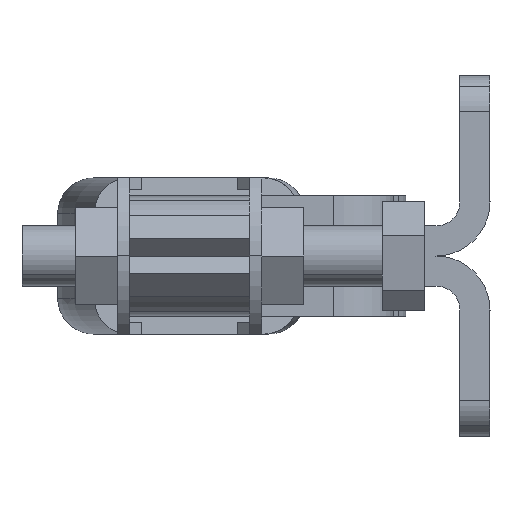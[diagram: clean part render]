
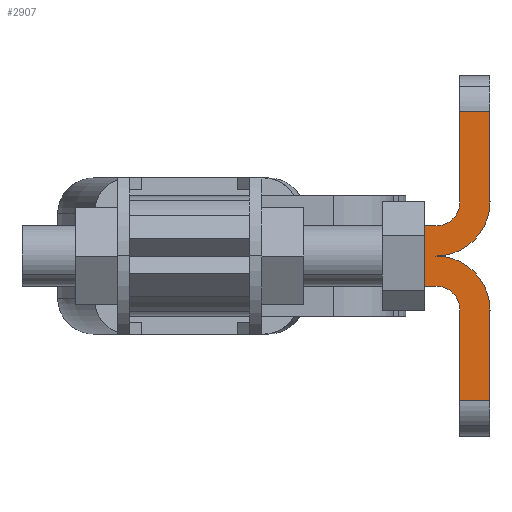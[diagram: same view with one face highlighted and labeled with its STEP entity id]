
A CAD part, left-side view. The second image highlights one B-rep face of the part: STEP entity #2907.
In plain terms, the highlighted planar face has unit normal (-1, 0, 0).
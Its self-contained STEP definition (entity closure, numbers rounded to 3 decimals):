
#182=CARTESIAN_POINT('',(353.589,100.08,-2.5));
#183=VERTEX_POINT('',#182);
#191=CARTESIAN_POINT('',(353.589,100.08,2.5));
#192=VERTEX_POINT('',#191);
#193=CARTESIAN_POINT('',(353.589,100.08,2.5));
#194=DIRECTION('',(0.0,0.0,-1.0));
#195=VECTOR('',#194,5.0);
#196=LINE('',#193,#195);
#197=EDGE_CURVE('',#192,#183,#196,.T.);
#340=CARTESIAN_POINT('',(353.589,90.166,3.086));
#341=VERTEX_POINT('',#340);
#350=CARTESIAN_POINT('',(353.589,89.58,4.5));
#351=VERTEX_POINT('',#350);
#352=CARTESIAN_POINT('',(353.589,91.58,4.5));
#353=DIRECTION('',(-1.,0.0,0.0));
#354=DIRECTION('',(0.0,-0.707,-0.707));
#355=AXIS2_PLACEMENT_3D('',#352,#353,#354);
#356=CIRCLE('',#355,2.);
#357=EDGE_CURVE('',#341,#351,#356,.T.);
#382=CARTESIAN_POINT('',(353.589,88.398,1.318));
#383=VERTEX_POINT('',#382);
#392=CARTESIAN_POINT('',(353.589,91.58,0.0));
#393=VERTEX_POINT('',#392);
#394=CARTESIAN_POINT('',(353.589,91.58,4.5));
#395=DIRECTION('',(1.,0.0,0.0));
#396=DIRECTION('',(0.0,-0.707,-0.707));
#397=AXIS2_PLACEMENT_3D('',#394,#395,#396);
#398=CIRCLE('',#397,4.5);
#399=EDGE_CURVE('',#383,#393,#398,.T.);
#739=CARTESIAN_POINT('',(353.589,90.166,-3.086));
#740=VERTEX_POINT('',#739);
#749=CARTESIAN_POINT('',(353.589,91.58,-2.5));
#750=VERTEX_POINT('',#749);
#751=CARTESIAN_POINT('',(353.589,91.58,-4.5));
#752=DIRECTION('',(1.,0.0,0.0));
#753=DIRECTION('',(0.0,-0.707,0.707));
#754=AXIS2_PLACEMENT_3D('',#751,#752,#753);
#755=CIRCLE('',#754,2.);
#756=EDGE_CURVE('',#750,#740,#755,.T.);
#802=CARTESIAN_POINT('',(353.589,88.398,-1.318));
#803=VERTEX_POINT('',#802);
#812=CARTESIAN_POINT('',(353.589,87.08,-4.5));
#813=VERTEX_POINT('',#812);
#814=CARTESIAN_POINT('',(353.589,91.58,-4.5));
#815=DIRECTION('',(-1.,0.0,0.0));
#816=DIRECTION('',(0.0,-0.707,0.707));
#817=AXIS2_PLACEMENT_3D('',#814,#815,#816);
#818=CIRCLE('',#817,4.5);
#819=EDGE_CURVE('',#813,#803,#818,.T.);
#1001=CARTESIAN_POINT('',(353.589,87.08,-12.));
#1002=VERTEX_POINT('',#1001);
#1010=CARTESIAN_POINT('',(353.589,89.58,-12.));
#1011=VERTEX_POINT('',#1010);
#1012=CARTESIAN_POINT('',(353.589,87.08,-12.));
#1013=DIRECTION('',(0.0,1.0,0.0));
#1014=VECTOR('',#1013,2.5);
#1015=LINE('',#1012,#1014);
#1016=EDGE_CURVE('',#1002,#1011,#1015,.T.);
#1285=CARTESIAN_POINT('',(353.589,89.58,-4.5));
#1286=VERTEX_POINT('',#1285);
#1303=CARTESIAN_POINT('',(353.589,89.58,-4.5));
#1304=VERTEX_POINT('',#1303);
#1311=CARTESIAN_POINT('',(353.589,89.58,-4.5));
#1312=DIRECTION('',(0.,-1.,0.0));
#1313=VECTOR('',#1312,0.);
#1314=LINE('',#1311,#1313);
#1315=EDGE_CURVE('',#1304,#1286,#1314,.T.);
#1327=CARTESIAN_POINT('',(353.589,87.08,-4.5));
#1328=VERTEX_POINT('',#1327);
#1335=CARTESIAN_POINT('',(353.589,87.08,-12.));
#1336=DIRECTION('',(0.0,0.0,1.0));
#1337=VECTOR('',#1336,7.5);
#1338=LINE('',#1335,#1337);
#1339=EDGE_CURVE('',#1002,#1328,#1338,.T.);
#1937=CARTESIAN_POINT('',(353.589,89.58,-12.));
#1938=DIRECTION('',(0.0,0.0,1.0));
#1939=VECTOR('',#1938,7.5);
#1940=LINE('',#1937,#1939);
#1941=EDGE_CURVE('',#1011,#1304,#1940,.T.);
#1975=CARTESIAN_POINT('',(353.589,87.08,-4.5));
#1976=DIRECTION('',(0.,-1.,0.0));
#1977=VECTOR('',#1976,0.);
#1978=LINE('',#1975,#1977);
#1979=EDGE_CURVE('',#1328,#813,#1978,.T.);
#2019=CARTESIAN_POINT('',(353.589,91.58,-4.5));
#2020=DIRECTION('',(-1.,0.0,0.0));
#2021=DIRECTION('',(0.0,-0.707,0.707));
#2022=AXIS2_PLACEMENT_3D('',#2019,#2020,#2021);
#2023=CIRCLE('',#2022,4.5);
#2024=EDGE_CURVE('',#803,#393,#2023,.T.);
#2064=CARTESIAN_POINT('',(353.589,91.58,-4.5));
#2065=DIRECTION('',(1.,0.0,0.0));
#2066=DIRECTION('',(0.0,-0.707,0.707));
#2067=AXIS2_PLACEMENT_3D('',#2064,#2065,#2066);
#2068=CIRCLE('',#2067,2.);
#2069=EDGE_CURVE('',#740,#1286,#2068,.T.);
#2096=CARTESIAN_POINT('',(353.589,91.58,-2.5));
#2097=DIRECTION('',(0.0,1.0,0.0));
#2098=VECTOR('',#2097,8.5);
#2099=LINE('',#2096,#2098);
#2100=EDGE_CURVE('',#750,#183,#2099,.T.);
#2171=CARTESIAN_POINT('',(353.589,89.58,4.5));
#2172=VERTEX_POINT('',#2171);
#2173=CARTESIAN_POINT('',(353.589,89.58,4.5));
#2174=DIRECTION('',(0.,-1.,0.0));
#2175=VECTOR('',#2174,0.);
#2176=LINE('',#2173,#2175);
#2177=EDGE_CURVE('',#2172,#351,#2176,.T.);
#2203=CARTESIAN_POINT('',(353.589,87.08,4.5));
#2204=VERTEX_POINT('',#2203);
#2258=CARTESIAN_POINT('',(353.589,87.08,12.));
#2259=VERTEX_POINT('',#2258);
#2267=CARTESIAN_POINT('',(353.589,87.08,12.));
#2268=DIRECTION('',(0.0,0.0,-1.0));
#2269=VECTOR('',#2268,7.5);
#2270=LINE('',#2267,#2269);
#2271=EDGE_CURVE('',#2259,#2204,#2270,.T.);
#2518=CARTESIAN_POINT('',(353.589,89.58,12.));
#2519=VERTEX_POINT('',#2518);
#2527=CARTESIAN_POINT('',(353.589,87.08,12.));
#2528=DIRECTION('',(0.0,1.0,0.0));
#2529=VECTOR('',#2528,2.5);
#2530=LINE('',#2527,#2529);
#2531=EDGE_CURVE('',#2259,#2519,#2530,.T.);
#2651=CARTESIAN_POINT('',(353.589,89.58,12.));
#2652=DIRECTION('',(0.0,0.0,-1.0));
#2653=VECTOR('',#2652,7.5);
#2654=LINE('',#2651,#2653);
#2655=EDGE_CURVE('',#2519,#2172,#2654,.T.);
#2697=CARTESIAN_POINT('',(353.589,87.08,4.5));
#2698=VERTEX_POINT('',#2697);
#2699=CARTESIAN_POINT('',(353.589,87.08,4.5));
#2700=DIRECTION('',(0.,-1.,0.0));
#2701=VECTOR('',#2700,0.);
#2702=LINE('',#2699,#2701);
#2703=EDGE_CURVE('',#2204,#2698,#2702,.T.);
#2736=CARTESIAN_POINT('',(353.589,91.58,4.5));
#2737=DIRECTION('',(1.,0.0,0.0));
#2738=DIRECTION('',(0.0,-0.707,-0.707));
#2739=AXIS2_PLACEMENT_3D('',#2736,#2737,#2738);
#2740=CIRCLE('',#2739,4.5);
#2741=EDGE_CURVE('',#2698,#383,#2740,.T.);
#2761=CARTESIAN_POINT('',(353.589,91.58,2.5));
#2762=VERTEX_POINT('',#2761);
#2769=CARTESIAN_POINT('',(353.589,91.58,4.5));
#2770=DIRECTION('',(-1.,0.0,0.0));
#2771=DIRECTION('',(0.0,-0.707,-0.707));
#2772=AXIS2_PLACEMENT_3D('',#2769,#2770,#2771);
#2773=CIRCLE('',#2772,2.);
#2774=EDGE_CURVE('',#2762,#341,#2773,.T.);
#2874=CARTESIAN_POINT('',(353.589,91.58,0.0));
#2875=DIRECTION('',(-1.0,0.0,0.0));
#2876=DIRECTION('',(0.0,0.0,1.0));
#2877=AXIS2_PLACEMENT_3D('',#2874,#2875,#2876);
#2878=PLANE('',#2877);
#2879=CARTESIAN_POINT('',(353.589,91.58,2.5));
#2880=DIRECTION('',(0.0,1.0,0.0));
#2881=VECTOR('',#2880,8.5);
#2882=LINE('',#2879,#2881);
#2883=EDGE_CURVE('',#2762,#192,#2882,.T.);
#2884=ORIENTED_EDGE('',*,*,#2883,.T.);
#2885=ORIENTED_EDGE('',*,*,#197,.T.);
#2886=ORIENTED_EDGE('',*,*,#2100,.F.);
#2887=ORIENTED_EDGE('',*,*,#756,.T.);
#2888=ORIENTED_EDGE('',*,*,#2069,.T.);
#2889=ORIENTED_EDGE('',*,*,#1315,.F.);
#2890=ORIENTED_EDGE('',*,*,#1941,.F.);
#2891=ORIENTED_EDGE('',*,*,#1016,.F.);
#2892=ORIENTED_EDGE('',*,*,#1339,.T.);
#2893=ORIENTED_EDGE('',*,*,#1979,.T.);
#2894=ORIENTED_EDGE('',*,*,#819,.T.);
#2895=ORIENTED_EDGE('',*,*,#2024,.T.);
#2896=ORIENTED_EDGE('',*,*,#399,.F.);
#2897=ORIENTED_EDGE('',*,*,#2741,.F.);
#2898=ORIENTED_EDGE('',*,*,#2703,.F.);
#2899=ORIENTED_EDGE('',*,*,#2271,.F.);
#2900=ORIENTED_EDGE('',*,*,#2531,.T.);
#2901=ORIENTED_EDGE('',*,*,#2655,.T.);
#2902=ORIENTED_EDGE('',*,*,#2177,.T.);
#2903=ORIENTED_EDGE('',*,*,#357,.F.);
#2904=ORIENTED_EDGE('',*,*,#2774,.F.);
#2905=EDGE_LOOP('',(#2884,#2885,#2886,#2887,#2888,#2889,#2890,#2891,#2892,#2893,#2894,#2895,#2896,#2897,#2898,#2899,#2900,#2901,#2902,#2903,#2904));
#2906=FACE_OUTER_BOUND('',#2905,.T.);
#2907=ADVANCED_FACE('',(#2906),#2878,.T.);
